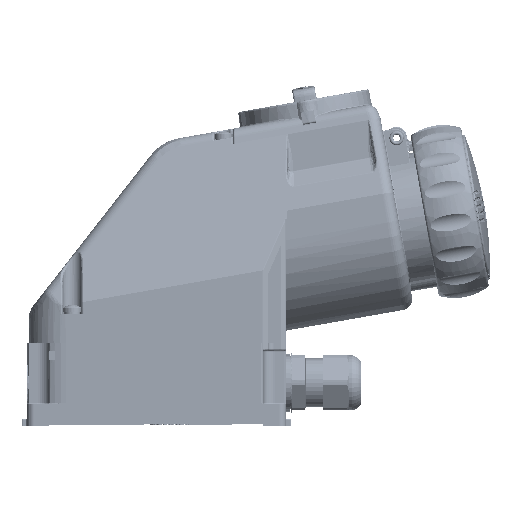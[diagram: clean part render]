
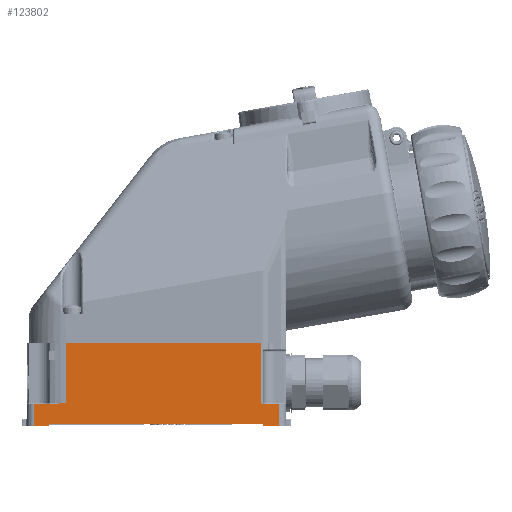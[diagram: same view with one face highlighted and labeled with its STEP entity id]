
A CAD part, front view. The second image highlights one B-rep face of the part: STEP entity #123802.
In plain terms, the highlighted planar face has unit normal (0, -1, 0).
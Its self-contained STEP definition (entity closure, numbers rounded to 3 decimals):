
#1195 = CARTESIAN_POINT ( 'NONE',  ( -28.61, -57.5, 11. ) ) ;
#1269 = EDGE_CURVE ( 'NONE', #73305, #188421, #86609, .T. ) ;
#3186 = LINE ( 'NONE', #118885, #193336 ) ;
#4932 = LINE ( 'NONE', #193229, #184243 ) ;
#7449 = EDGE_CURVE ( 'NONE', #182458, #147971, #224593, .T. ) ;
#9715 = CARTESIAN_POINT ( 'NONE',  ( -33., -57.5, 0. ) ) ;
#10725 = DIRECTION ( 'NONE',  ( 0., 1., 0. ) ) ;
#12817 = CARTESIAN_POINT ( 'NONE',  ( 80., -57.5, -1. ) ) ;
#14855 = DIRECTION ( 'NONE',  ( 1., 0., 0. ) ) ;
#15568 = DIRECTION ( 'NONE',  ( 0., 0., 1. ) ) ;
#16611 = ORIENTED_EDGE ( 'NONE', *, *, #64626, .T. ) ;
#18788 = EDGE_CURVE ( 'NONE', #199376, #218602, #103668, .T. ) ;
#21973 = CARTESIAN_POINT ( 'NONE',  ( -25.529, -57.5, 11.264 ) ) ;
#24273 = B_SPLINE_CURVE_WITH_KNOTS ( 'NONE', 3,
 ( #190236, #155337, #225216, #138699, #34697, #156056 ),
 .UNSPECIFIED., .F., .F.,
 ( 4, 2, 4 ),
 ( 0., 0.001, 0.001 ),
 .UNSPECIFIED. ) ;
#24561 = LINE ( 'NONE', #51647, #157549 ) ;
#26940 = ORIENTED_EDGE ( 'NONE', *, *, #212005, .F. ) ;
#28171 = CARTESIAN_POINT ( 'NONE',  ( 80., -57.5, 0. ) ) ;
#34337 = EDGE_CURVE ( 'NONE', #202625, #73305, #154453, .T. ) ;
#34411 = ORIENTED_EDGE ( 'NONE', *, *, #152132, .F. ) ;
#34697 = CARTESIAN_POINT ( 'NONE',  ( 78.92, -57.5, 11.38 ) ) ;
#36530 = VECTOR ( 'NONE', #167462, 1000. ) ;
#38697 = CARTESIAN_POINT ( 'NONE',  ( -24.764, -57.5, 11.382 ) ) ;
#39456 = CARTESIAN_POINT ( 'NONE',  ( -27.064, -57.5, 11.081 ) ) ;
#40286 = VERTEX_POINT ( 'NONE', #56023 ) ;
#40458 = VECTOR ( 'NONE', #201952, 1000. ) ;
#42438 = EDGE_CURVE ( 'NONE', #218602, #147971, #3186, .T. ) ;
#46454 = CARTESIAN_POINT ( 'NONE',  ( -45., -57.5, 43. ) ) ;
#47559 = VERTEX_POINT ( 'NONE', #99343 ) ;
#50949 = CARTESIAN_POINT ( 'NONE',  ( -45., -57.5, 11. ) ) ;
#51647 = CARTESIAN_POINT ( 'NONE',  ( -41., -57.5, 43. ) ) ;
#53516 = CARTESIAN_POINT ( 'NONE',  ( 79.868, -57.5, 11. ) ) ;
#56023 = CARTESIAN_POINT ( 'NONE',  ( -41., -57.5, 11. ) ) ;
#56702 = CARTESIAN_POINT ( 'NONE',  ( -24., -57.5, 43. ) ) ;
#56960 = CARTESIAN_POINT ( 'NONE',  ( -28.222, -57.5, 11. ) ) ;
#57035 = CARTESIAN_POINT ( 'NONE',  ( 88., -57.5, 43. ) ) ;
#58956 = CARTESIAN_POINT ( 'NONE',  ( 78.75, -57.5, 43. ) ) ;
#64626 = EDGE_CURVE ( 'NONE', #171598, #159169, #24273, .T. ) ;
#65703 = VECTOR ( 'NONE', #178349, 1000. ) ;
#70894 = CARTESIAN_POINT ( 'NONE',  ( 78.75, -57.5, 43. ) ) ;
#72003 = ORIENTED_EDGE ( 'NONE', *, *, #133841, .T. ) ;
#73305 = VERTEX_POINT ( 'NONE', #56702 ) ;
#73850 = VECTOR ( 'NONE', #15568, 1000. ) ;
#75319 = ORIENTED_EDGE ( 'NONE', *, *, #1269, .F. ) ;
#79753 = CARTESIAN_POINT ( 'NONE',  ( -24., -57.5, 11. ) ) ;
#82697 = LINE ( 'NONE', #219879, #36530 ) ;
#83396 = VERTEX_POINT ( 'NONE', #1195 ) ;
#84728 = CARTESIAN_POINT ( 'NONE',  ( -41., -57.5, -1. ) ) ;
#86001 = DIRECTION ( 'NONE',  ( -1., 0., 0. ) ) ;
#86609 = LINE ( 'NONE', #46454, #40458 ) ;
#87446 = EDGE_CURVE ( 'NONE', #171598, #179606, #171954, .T. ) ;
#89107 = LINE ( 'NONE', #172482, #175952 ) ;
#89637 = EDGE_CURVE ( 'NONE', #40286, #186549, #24561, .T. ) ;
#90533 = VECTOR ( 'NONE', #154768, 1000. ) ;
#91475 = VECTOR ( 'NONE', #95651, 1000. ) ;
#95651 = DIRECTION ( 'NONE',  ( 0., 0., 1. ) ) ;
#97315 = PLANE ( 'NONE',  #216088 ) ;
#99343 = CARTESIAN_POINT ( 'NONE',  ( 88., -57.5, -1. ) ) ;
#101128 = B_SPLINE_CURVE_WITH_KNOTS ( 'NONE', 3,
 ( #159307, #38697, #21973, #143410, #39456, #160806, #56960, #178262 ),
 .UNSPECIFIED., .F., .F.,
 ( 4, 2, 2, 4 ),
 ( 0., 0.002, 0.003, 0.005 ),
 .UNSPECIFIED. ) ;
#103668 = LINE ( 'NONE', #137077, #73850 ) ;
#105039 = ORIENTED_EDGE ( 'NONE', *, *, #166463, .T. ) ;
#107197 = ORIENTED_EDGE ( 'NONE', *, *, #87446, .F. ) ;
#108281 = VECTOR ( 'NONE', #221638, 1000. ) ;
#108818 = EDGE_LOOP ( 'NONE', ( #107197, #16611, #72003, #75319, #120919, #105039, #34411, #128532, #139657, #126494, #146727, #171823, #26940, #160804 ) ) ;
#114813 = CARTESIAN_POINT ( 'NONE',  ( -45., -57.5, 43. ) ) ;
#118885 = CARTESIAN_POINT ( 'NONE',  ( -45., -57.5, 0. ) ) ;
#120919 = ORIENTED_EDGE ( 'NONE', *, *, #34337, .F. ) ;
#121386 = CARTESIAN_POINT ( 'NONE',  ( 88., -57.5, 11. ) ) ;
#121852 = EDGE_CURVE ( 'NONE', #47559, #179606, #157885, .T. ) ;
#123802 = ADVANCED_FACE ( 'NONE', ( #190193 ), #97315, .F. ) ;
#124199 = DIRECTION ( 'NONE',  ( 1., 0., 0. ) ) ;
#126494 = ORIENTED_EDGE ( 'NONE', *, *, #18788, .T. ) ;
#128532 = ORIENTED_EDGE ( 'NONE', *, *, #89637, .T. ) ;
#132236 = DIRECTION ( 'NONE',  ( 0., 0., 1. ) ) ;
#133841 = EDGE_CURVE ( 'NONE', #159169, #188421, #195219, .T. ) ;
#137077 = CARTESIAN_POINT ( 'NONE',  ( -33., -57.5, -1. ) ) ;
#138699 = CARTESIAN_POINT ( 'NONE',  ( 79.089, -57.5, 11.26 ) ) ;
#139657 = ORIENTED_EDGE ( 'NONE', *, *, #140850, .F. ) ;
#140850 = EDGE_CURVE ( 'NONE', #199376, #186549, #89107, .T. ) ;
#143410 = CARTESIAN_POINT ( 'NONE',  ( -26.68, -57.5, 11.122 ) ) ;
#146659 = CARTESIAN_POINT ( 'NONE',  ( 78.75, -57.5, 11.5 ) ) ;
#146727 = ORIENTED_EDGE ( 'NONE', *, *, #42438, .T. ) ;
#147971 = VERTEX_POINT ( 'NONE', #28171 ) ;
#152132 = EDGE_CURVE ( 'NONE', #40286, #83396, #4932, .T. ) ;
#154453 = LINE ( 'NONE', #79753, #108281 ) ;
#154529 = VECTOR ( 'NONE', #180262, 1000. ) ;
#154768 = DIRECTION ( 'NONE',  ( 1., 0., 0. ) ) ;
#155337 = CARTESIAN_POINT ( 'NONE',  ( 79.657, -57.5, 11. ) ) ;
#156056 = CARTESIAN_POINT ( 'NONE',  ( 78.75, -57.5, 11.5 ) ) ;
#157549 = VECTOR ( 'NONE', #172922, 1000. ) ;
#157885 = LINE ( 'NONE', #57035, #65703 ) ;
#159169 = VERTEX_POINT ( 'NONE', #146659 ) ;
#159307 = CARTESIAN_POINT ( 'NONE',  ( -24., -57.5, 11.5 ) ) ;
#160804 = ORIENTED_EDGE ( 'NONE', *, *, #121852, .T. ) ;
#160806 = CARTESIAN_POINT ( 'NONE',  ( -27.836, -57.5, 11.02 ) ) ;
#166463 = EDGE_CURVE ( 'NONE', #202625, #83396, #101128, .T. ) ;
#167462 = DIRECTION ( 'NONE',  ( -1., 0., 0. ) ) ;
#170784 = CARTESIAN_POINT ( 'NONE',  ( -24., -57.5, 11.5 ) ) ;
#171598 = VERTEX_POINT ( 'NONE', #53516 ) ;
#171823 = ORIENTED_EDGE ( 'NONE', *, *, #7449, .F. ) ;
#171954 = LINE ( 'NONE', #50949, #90533 ) ;
#172482 = CARTESIAN_POINT ( 'NONE',  ( -41., -57.5, -1. ) ) ;
#172922 = DIRECTION ( 'NONE',  ( 0., 0., -1. ) ) ;
#174572 = CARTESIAN_POINT ( 'NONE',  ( -33., -57.5, -1. ) ) ;
#175952 = VECTOR ( 'NONE', #86001, 1000. ) ;
#178262 = CARTESIAN_POINT ( 'NONE',  ( -28.61, -57.5, 11. ) ) ;
#178349 = DIRECTION ( 'NONE',  ( 0., 0., 1. ) ) ;
#179606 = VERTEX_POINT ( 'NONE', #121386 ) ;
#179819 = CARTESIAN_POINT ( 'NONE',  ( 80., -57.5, -1. ) ) ;
#180262 = DIRECTION ( 'NONE',  ( 0., 0., 1. ) ) ;
#182458 = VERTEX_POINT ( 'NONE', #179819 ) ;
#184243 = VECTOR ( 'NONE', #124199, 1000. ) ;
#186549 = VERTEX_POINT ( 'NONE', #84728 ) ;
#188421 = VERTEX_POINT ( 'NONE', #70894 ) ;
#190193 = FACE_OUTER_BOUND ( 'NONE', #108818, .T. ) ;
#190236 = CARTESIAN_POINT ( 'NONE',  ( 79.868, -57.5, 11. ) ) ;
#193229 = CARTESIAN_POINT ( 'NONE',  ( -52.005, -57.5, 11. ) ) ;
#193336 = VECTOR ( 'NONE', #14855, 1000. ) ;
#195219 = LINE ( 'NONE', #58956, #154529 ) ;
#199376 = VERTEX_POINT ( 'NONE', #174572 ) ;
#201952 = DIRECTION ( 'NONE',  ( 1., 0., 0. ) ) ;
#202625 = VERTEX_POINT ( 'NONE', #170784 ) ;
#212005 = EDGE_CURVE ( 'NONE', #47559, #182458, #82697, .T. ) ;
#216088 = AXIS2_PLACEMENT_3D ( 'NONE', #114813, #10725, #132236 ) ;
#218602 = VERTEX_POINT ( 'NONE', #9715 ) ;
#219879 = CARTESIAN_POINT ( 'NONE',  ( 88., -57.5, -1. ) ) ;
#221638 = DIRECTION ( 'NONE',  ( 0., 0., 1. ) ) ;
#224593 = LINE ( 'NONE', #12817, #91475 ) ;
#225216 = CARTESIAN_POINT ( 'NONE',  ( 79.456, -57.5, 11.071 ) ) ;
